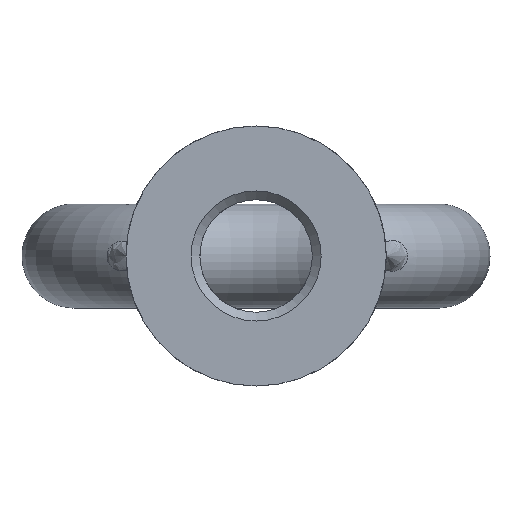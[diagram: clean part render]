
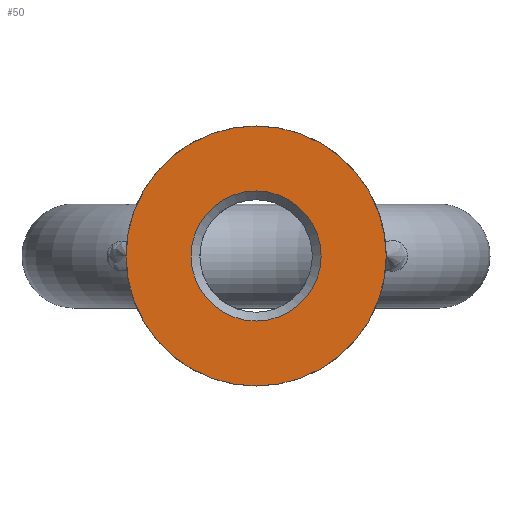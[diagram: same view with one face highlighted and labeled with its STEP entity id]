
A CAD part, front view. The second image highlights one B-rep face of the part: STEP entity #50.
In plain terms, the highlighted planar face has unit normal (0, -1, 0).
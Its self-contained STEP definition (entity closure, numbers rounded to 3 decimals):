
#50 = ADVANCED_FACE( '', ( #100, #101 ), #102, .F. );
#100 = FACE_BOUND( '', #206, .T. );
#101 = FACE_OUTER_BOUND( '', #207, .T. );
#102 = PLANE( '', #208 );
#206 = EDGE_LOOP( '', ( #274 ) );
#207 = EDGE_LOOP( '', ( #275 ) );
#208 = AXIS2_PLACEMENT_3D( '', #276, #277, #278 );
#274 = ORIENTED_EDGE( '', *, *, #352, .F. );
#275 = ORIENTED_EDGE( '', *, *, #355, .T. );
#276 = CARTESIAN_POINT( '', ( 20., 0., 0. ) );
#277 = DIRECTION( '', ( 0., 1., 0. ) );
#278 = DIRECTION( '', ( 0., 0., 1. ) );
#352 = EDGE_CURVE( '', #410, #410, #411, .T. );
#355 = EDGE_CURVE( '', #415, #415, #416, .T. );
#410 = VERTEX_POINT( '', #687 );
#411 = CIRCLE( '', #688, 10. );
#415 = VERTEX_POINT( '', #692 );
#416 = CIRCLE( '', #693, 20. );
#687 = CARTESIAN_POINT( '', ( 0., 0., -10. ) );
#688 = AXIS2_PLACEMENT_3D( '', #811, #812, #813 );
#692 = CARTESIAN_POINT( '', ( 0., 0., -20. ) );
#693 = AXIS2_PLACEMENT_3D( '', #817, #818, #819 );
#811 = CARTESIAN_POINT( '', ( 0., 0., 0. ) );
#812 = DIRECTION( '', ( 0., -1., 0. ) );
#813 = DIRECTION( '', ( 0., 0., -1. ) );
#817 = CARTESIAN_POINT( '', ( 0., 0., 0. ) );
#818 = DIRECTION( '', ( 0., -1., 0. ) );
#819 = DIRECTION( '', ( 0., 0., -1. ) );
